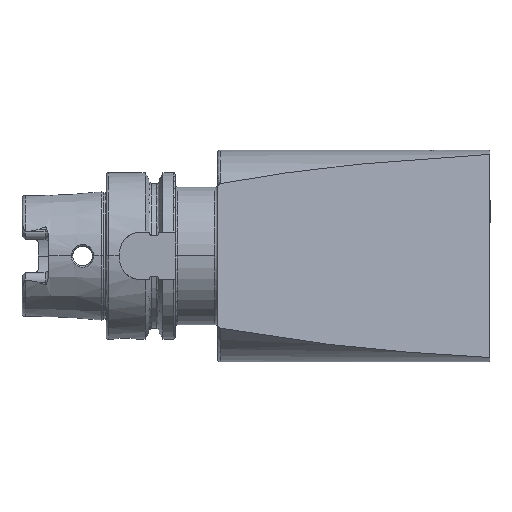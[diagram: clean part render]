
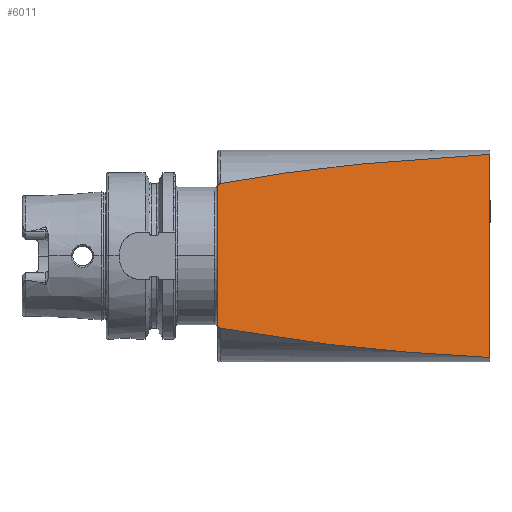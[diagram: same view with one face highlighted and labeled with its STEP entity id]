
A CAD part, top view. The second image highlights one B-rep face of the part: STEP entity #6011.
In plain terms, the highlighted planar face has unit normal (0.174, 0, 0.985).
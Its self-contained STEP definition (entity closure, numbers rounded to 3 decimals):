
#408 = CARTESIAN_POINT ( 'NONE',  ( 145., 38.393, 11.222 ) ) ;
#416 = CARTESIAN_POINT ( 'NONE',  ( 43., 27.33, 29.208 ) ) ;
#421 = CARTESIAN_POINT ( 'NONE',  ( 145., -38.393, 11.222 ) ) ;
#435 = CARTESIAN_POINT ( 'NONE',  ( 43., -27.33, 29.208 ) ) ;
#1001 = EDGE_CURVE ( 'NONE', #10349, #10336, #12353, .T. ) ;
#3583 = VERTEX_POINT ( 'NONE', #9345 ) ;
#4737 = PLANE ( 'NONE',  #12795 ) ;
#4739 = CARTESIAN_POINT ( 'NONE',  ( 145., -40., 11.222 ) ) ;
#4743 = FACE_OUTER_BOUND ( 'NONE', #10242, .T. ) ;
#4745 = DIRECTION ( 'NONE',  ( -0.174, 0., -0.985 ) ) ;
#4746 = DIRECTION ( 'NONE',  ( -0.985, 0., 0.174 ) ) ;
#5165 = VECTOR ( 'NONE', #7628, 1000. ) ;
#6011 = ADVANCED_FACE ( 'NONE', ( #4743 ), #4737, .F. ) ;
#6777 = CARTESIAN_POINT ( 'NONE',  ( 42., 25.643, 29.384 ) ) ;
#7621 = CARTESIAN_POINT ( 'NONE',  ( 42., 0., 29.384 ) ) ;
#7624 = LINE ( 'NONE', #7621, #5165 ) ;
#7628 = DIRECTION ( 'NONE',  ( 0., -1., 0. ) ) ;
#7629 = CARTESIAN_POINT ( 'NONE',  ( 43., 27.33, 29.208 ) ) ;
#7633 = CARTESIAN_POINT ( 'NONE',  ( 42.826, 27.297, 29.238 ) ) ;
#7638 = CARTESIAN_POINT ( 'NONE',  ( 42., -25.82, 29.384 ) ) ;
#7640 = CARTESIAN_POINT ( 'NONE',  ( 42., -25.643, 29.384 ) ) ;
#7642 = CARTESIAN_POINT ( 'NONE',  ( 42.02, -25.994, 29.381 ) ) ;
#7643 = CARTESIAN_POINT ( 'NONE',  ( 42.097, -26.335, 29.367 ) ) ;
#7644 = CARTESIAN_POINT ( 'NONE',  ( 42.156, -26.504, 29.357 ) ) ;
#7645 = CARTESIAN_POINT ( 'NONE',  ( 42.315, -26.815, 29.328 ) ) ;
#7646 = CARTESIAN_POINT ( 'NONE',  ( 42.418, -26.962, 29.31 ) ) ;
#7647 = CARTESIAN_POINT ( 'NONE',  ( 42.672, -27.202, 29.266 ) ) ;
#7648 = CARTESIAN_POINT ( 'NONE',  ( 42.827, -27.297, 29.238 ) ) ;
#7649 = CARTESIAN_POINT ( 'NONE',  ( 43., -27.33, 29.208 ) ) ;
#7652 = CARTESIAN_POINT ( 'NONE',  ( 42.672, 27.203, 29.266 ) ) ;
#7653 = CARTESIAN_POINT ( 'NONE',  ( 42.418, 26.963, 29.31 ) ) ;
#7654 = CARTESIAN_POINT ( 'NONE',  ( 42.316, 26.816, 29.328 ) ) ;
#7655 = CARTESIAN_POINT ( 'NONE',  ( 42.156, 26.504, 29.357 ) ) ;
#7656 = CARTESIAN_POINT ( 'NONE',  ( 42.097, 26.335, 29.367 ) ) ;
#7657 = CARTESIAN_POINT ( 'NONE',  ( 42.02, 25.994, 29.381 ) ) ;
#7658 = CARTESIAN_POINT ( 'NONE',  ( 42., 25.821, 29.384 ) ) ;
#7659 = CARTESIAN_POINT ( 'NONE',  ( 42., 25.643, 29.384 ) ) ;
#8656 = VERTEX_POINT ( 'NONE', #6777 ) ;
#8832 = VECTOR ( 'NONE', #12362, 1000. ) ;
#9345 = CARTESIAN_POINT ( 'NONE',  ( 42., -25.643, 29.384 ) ) ;
#10242 = EDGE_LOOP ( 'NONE', ( #14407, #14408, #14409, #14410, #14411, #14412 ) ) ;
#10336 = VERTEX_POINT ( 'NONE', #408 ) ;
#10344 = VERTEX_POINT ( 'NONE', #416 ) ;
#10349 = VERTEX_POINT ( 'NONE', #421 ) ;
#10363 = VERTEX_POINT ( 'NONE', #435 ) ;
#10989 = B_SPLINE_CURVE_WITH_KNOTS ( 'NONE', 3,
 ( #7640, #7638, #7642, #7643, #7644, #7645, #7646, #7647, #7648, #7649 ),
 .UNSPECIFIED., .F., .F.,
 ( 4, 2, 2, 2, 4 ),
 ( 0., 0.001, 0.001, 0.002, 0.002 ),
 .UNSPECIFIED. ) ;
#10990 = B_SPLINE_CURVE_WITH_KNOTS ( 'NONE', 3,
 ( #7629, #7633, #7652, #7653, #7654, #7655, #7656, #7657, #7658, #7659 ),
 .UNSPECIFIED., .F., .F.,
 ( 4, 2, 2, 2, 4 ),
 ( 0., 0.001, 0.001, 0.002, 0.002 ),
 .UNSPECIFIED. ) ;
#11030 =( BOUNDED_CURVE ( )  B_SPLINE_CURVE ( 3, ( #15273, #15278, #15279, #15280 ),
 .UNSPECIFIED., .F., .T. ) 
 B_SPLINE_CURVE_WITH_KNOTS ( ( 4, 4 ),
 ( 1.855, 2.389 ),
 .UNSPECIFIED. ) 
 CURVE ( )  GEOMETRIC_REPRESENTATION_ITEM ( )  RATIONAL_B_SPLINE_CURVE ( ( 1., 0.976, 0.976, 1. ) ) 
 REPRESENTATION_ITEM ( '' )  );
#11031 =( BOUNDED_CURVE ( )  B_SPLINE_CURVE ( 3, ( #15281, #15307, #15308, #15309 ),
 .UNSPECIFIED., .F., .T. ) 
 B_SPLINE_CURVE_WITH_KNOTS ( ( 4, 4 ),
 ( 3.894, 4.428 ),
 .UNSPECIFIED. ) 
 CURVE ( )  GEOMETRIC_REPRESENTATION_ITEM ( )  RATIONAL_B_SPLINE_CURVE ( ( 1., 0.976, 0.976, 1. ) ) 
 REPRESENTATION_ITEM ( '' )  );
#11314 = EDGE_CURVE ( 'NONE', #10336, #10344, #11030, .T. ) ;
#11323 = EDGE_CURVE ( 'NONE', #10363, #10349, #11031, .T. ) ;
#12350 = CARTESIAN_POINT ( 'NONE',  ( 145., 0., 11.222 ) ) ;
#12353 = LINE ( 'NONE', #12350, #8832 ) ;
#12362 = DIRECTION ( 'NONE',  ( 0., 1., 0. ) ) ;
#12795 = AXIS2_PLACEMENT_3D ( 'NONE', #4739, #4745, #4746 ) ;
#13642 = EDGE_CURVE ( 'NONE', #8656, #3583, #7624, .T. ) ;
#13652 = EDGE_CURVE ( 'NONE', #3583, #10363, #10989, .T. ) ;
#13654 = EDGE_CURVE ( 'NONE', #10344, #8656, #10990, .T. ) ;
#14407 = ORIENTED_EDGE ( 'NONE', *, *, #13642, .T. ) ;
#14408 = ORIENTED_EDGE ( 'NONE', *, *, #13652, .T. ) ;
#14409 = ORIENTED_EDGE ( 'NONE', *, *, #11323, .T. ) ;
#14410 = ORIENTED_EDGE ( 'NONE', *, *, #1001, .T. ) ;
#14411 = ORIENTED_EDGE ( 'NONE', *, *, #11314, .T. ) ;
#14412 = ORIENTED_EDGE ( 'NONE', *, *, #13654, .T. ) ;
#15273 = CARTESIAN_POINT ( 'NONE',  ( 145., 38.393, 11.222 ) ) ;
#15278 = CARTESIAN_POINT ( 'NONE',  ( 105.757, 36.371, 18.142 ) ) ;
#15279 = CARTESIAN_POINT ( 'NONE',  ( 70.934, 32.594, 24.282 ) ) ;
#15280 = CARTESIAN_POINT ( 'NONE',  ( 43., 27.33, 29.208 ) ) ;
#15281 = CARTESIAN_POINT ( 'NONE',  ( 43., -27.33, 29.208 ) ) ;
#15307 = CARTESIAN_POINT ( 'NONE',  ( 70.934, -32.594, 24.282 ) ) ;
#15308 = CARTESIAN_POINT ( 'NONE',  ( 105.757, -36.371, 18.142 ) ) ;
#15309 = CARTESIAN_POINT ( 'NONE',  ( 145., -38.393, 11.222 ) ) ;
